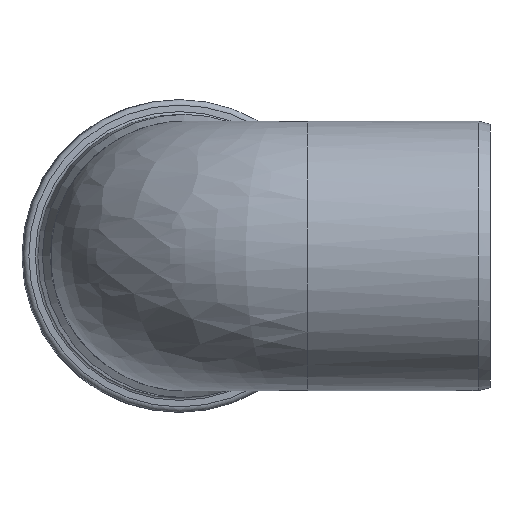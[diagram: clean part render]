
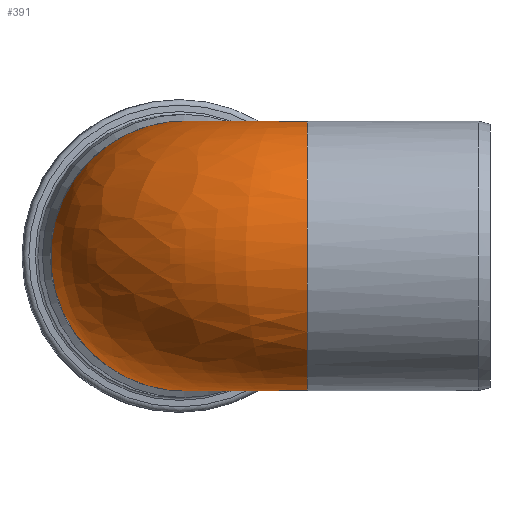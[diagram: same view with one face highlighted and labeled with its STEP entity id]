
A CAD part, left-side view. The second image highlights one B-rep face of the part: STEP entity #391.
In plain terms, the highlighted free-form (B-spline) face has degree [2, 2] with [9, 3] control points.
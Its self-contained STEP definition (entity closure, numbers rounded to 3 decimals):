
#29=(
BOUNDED_SURFACE()
B_SPLINE_SURFACE(2,2,((#752,#753,#754),(#755,#756,#757),(#758,#759,#760),
(#761,#762,#763),(#764,#765,#766),(#767,#768,#769),(#770,#771,#772),(#773,
#774,#775),(#776,#777,#778)),.UNSPECIFIED.,.F.,.F.,.F.)
B_SPLINE_SURFACE_WITH_KNOTS((3,2,2,2,3),(3,3),(-2.65,-1.325,
0.,1.325,2.65),(0.,
1.527),.UNSPECIFIED.)
GEOMETRIC_REPRESENTATION_ITEM()
RATIONAL_B_SPLINE_SURFACE(((1.,0.722,1.),(0.788,
0.57,0.788),(1.,0.722,1.),(0.788,
0.57,0.788),(1.,0.722,1.),(0.788,
0.57,0.788),(1.,0.722,1.),(0.788,
0.57,0.788),(1.,0.722,1.)))
REPRESENTATION_ITEM('')
SURFACE()
);
#45=B_SPLINE_CURVE_WITH_KNOTS('',3,(#679,#680,#681,#682,#683,#684,#685,
#686,#687,#688,#689,#690,#691),.UNSPECIFIED.,.F.,.F.,(4,3,3,3,4),(0.,
0.039,0.076,0.104,0.132),
 .UNSPECIFIED.);
#46=B_SPLINE_CURVE_WITH_KNOTS('',3,(#695,#696,#697,#698,#699,#700,#701,
#702,#703,#704,#705,#706,#707,#708,#709,#710),.UNSPECIFIED.,.F.,.F.,(4,
3,3,3,3,4),(0.,0.039,0.056,
0.076,0.104,0.132),.UNSPECIFIED.);
#84=FACE_OUTER_BOUND('',#121,.T.);
#121=EDGE_LOOP('',(#310,#311,#312,#313));
#187=CIRCLE('',#433,45.1);
#189=CIRCLE('',#435,45.1);
#222=VERTEX_POINT('',#677);
#223=VERTEX_POINT('',#678);
#224=VERTEX_POINT('',#692);
#225=VERTEX_POINT('',#694);
#259=EDGE_CURVE('',#222,#223,#45,.T.);
#261=EDGE_CURVE('',#225,#224,#46,.T.);
#265=EDGE_CURVE('',#225,#223,#187,.T.);
#267=EDGE_CURVE('',#224,#222,#189,.T.);
#310=ORIENTED_EDGE('',*,*,#261,.T.);
#311=ORIENTED_EDGE('',*,*,#267,.T.);
#312=ORIENTED_EDGE('',*,*,#259,.T.);
#313=ORIENTED_EDGE('',*,*,#265,.F.);
#391=ADVANCED_FACE('',(#84),#29,.F.);
#433=AXIS2_PLACEMENT_3D('',#750,#513,#514);
#435=AXIS2_PLACEMENT_3D('',#779,#517,#518);
#513=DIRECTION('center_axis',(0.999,0.044,0.));
#514=DIRECTION('ref_axis',(0.044,-0.999,0.));
#517=DIRECTION('center_axis',(0.,1.,0.));
#518=DIRECTION('ref_axis',(1.,0.,0.));
#677=CARTESIAN_POINT('',(39.719,61.134,21.363));
#678=CARTESIAN_POINT('',(40.562,62.014,21.363));
#679=CARTESIAN_POINT('Ctrl Pts',(39.719,61.134,21.363));
#680=CARTESIAN_POINT('Ctrl Pts',(39.732,61.263,21.339));
#681=CARTESIAN_POINT('Ctrl Pts',(39.771,61.388,21.321));
#682=CARTESIAN_POINT('Ctrl Pts',(39.833,61.503,21.31));
#683=CARTESIAN_POINT('Ctrl Pts',(39.892,61.612,21.3));
#684=CARTESIAN_POINT('Ctrl Pts',(39.97,61.71,21.296));
#685=CARTESIAN_POINT('Ctrl Pts',(40.064,61.79,21.3));
#686=CARTESIAN_POINT('Ctrl Pts',(40.134,61.849,21.303));
#687=CARTESIAN_POINT('Ctrl Pts',(40.211,61.898,21.31));
#688=CARTESIAN_POINT('Ctrl Pts',(40.294,61.935,21.321));
#689=CARTESIAN_POINT('Ctrl Pts',(40.38,61.974,21.331));
#690=CARTESIAN_POINT('Ctrl Pts',(40.47,62.,21.346));
#691=CARTESIAN_POINT('Ctrl Pts',(40.562,62.014,21.363));
#692=CARTESIAN_POINT('',(39.719,61.134,-21.363));
#694=CARTESIAN_POINT('',(40.562,62.014,-21.363));
#695=CARTESIAN_POINT('Ctrl Pts',(40.562,62.014,-21.363));
#696=CARTESIAN_POINT('Ctrl Pts',(40.434,61.995,-21.339));
#697=CARTESIAN_POINT('Ctrl Pts',(40.31,61.951,-21.321));
#698=CARTESIAN_POINT('Ctrl Pts',(40.197,61.884,-21.31));
#699=CARTESIAN_POINT('Ctrl Pts',(40.147,61.855,-21.305));
#700=CARTESIAN_POINT('Ctrl Pts',(40.1,61.821,-21.302));
#701=CARTESIAN_POINT('Ctrl Pts',(40.057,61.783,-21.3));
#702=CARTESIAN_POINT('Ctrl Pts',(40.007,61.74,-21.298));
#703=CARTESIAN_POINT('Ctrl Pts',(39.962,61.693,-21.298));
#704=CARTESIAN_POINT('Ctrl Pts',(39.922,61.641,-21.301));
#705=CARTESIAN_POINT('Ctrl Pts',(39.866,61.568,-21.304));
#706=CARTESIAN_POINT('Ctrl Pts',(39.821,61.488,-21.311));
#707=CARTESIAN_POINT('Ctrl Pts',(39.787,61.404,-21.321));
#708=CARTESIAN_POINT('Ctrl Pts',(39.751,61.317,-21.332));
#709=CARTESIAN_POINT('Ctrl Pts',(39.729,61.226,-21.346));
#710=CARTESIAN_POINT('Ctrl Pts',(39.719,61.134,-21.363));
#750=CARTESIAN_POINT('Origin',(38.829,101.695,0.));
#752=CARTESIAN_POINT('Ctrl Pts',(39.755,61.134,21.296));
#753=CARTESIAN_POINT('Ctrl Pts',(39.755,61.943,21.296));
#754=CARTESIAN_POINT('Ctrl Pts',(40.563,61.978,21.296));
#755=CARTESIAN_POINT('Ctrl Pts',(23.143,61.134,52.307));
#756=CARTESIAN_POINT('Ctrl Pts',(23.143,77.845,52.307));
#757=CARTESIAN_POINT('Ctrl Pts',(39.839,78.574,52.307));
#758=CARTESIAN_POINT('Ctrl Pts',(-10.978,61.134,43.743));
#759=CARTESIAN_POINT('Ctrl Pts',(-10.978,110.509,43.743));
#760=CARTESIAN_POINT('Ctrl Pts',(38.35,112.663,43.743));
#761=CARTESIAN_POINT('Ctrl Pts',(-45.1,61.134,35.18));
#762=CARTESIAN_POINT('Ctrl Pts',(-45.1,143.174,35.18));
#763=CARTESIAN_POINT('Ctrl Pts',(36.862,146.752,35.18));
#764=CARTESIAN_POINT('Ctrl Pts',(-45.1,61.134,0.));
#765=CARTESIAN_POINT('Ctrl Pts',(-45.1,143.174,0.));
#766=CARTESIAN_POINT('Ctrl Pts',(36.862,146.752,0.));
#767=CARTESIAN_POINT('Ctrl Pts',(-45.1,61.134,-35.18));
#768=CARTESIAN_POINT('Ctrl Pts',(-45.1,143.174,-35.18));
#769=CARTESIAN_POINT('Ctrl Pts',(36.862,146.752,-35.18));
#770=CARTESIAN_POINT('Ctrl Pts',(-10.978,61.134,-43.743));
#771=CARTESIAN_POINT('Ctrl Pts',(-10.978,110.509,-43.743));
#772=CARTESIAN_POINT('Ctrl Pts',(38.35,112.663,-43.743));
#773=CARTESIAN_POINT('Ctrl Pts',(23.143,61.134,-52.307));
#774=CARTESIAN_POINT('Ctrl Pts',(23.143,77.845,-52.307));
#775=CARTESIAN_POINT('Ctrl Pts',(39.839,78.574,-52.307));
#776=CARTESIAN_POINT('Ctrl Pts',(39.755,61.134,-21.296));
#777=CARTESIAN_POINT('Ctrl Pts',(39.755,61.943,-21.296));
#778=CARTESIAN_POINT('Ctrl Pts',(40.563,61.978,-21.296));
#779=CARTESIAN_POINT('Origin',(0.,61.134,0.));
